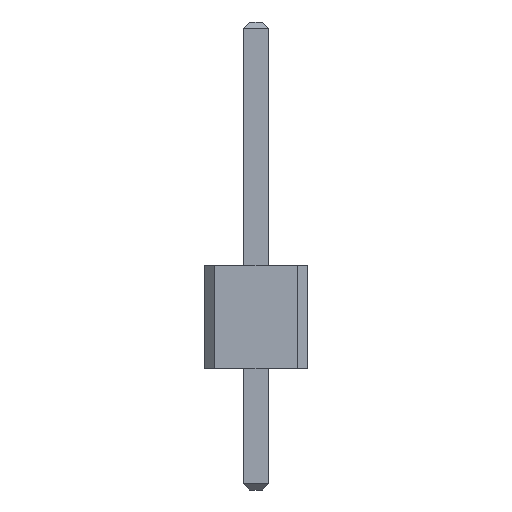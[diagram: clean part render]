
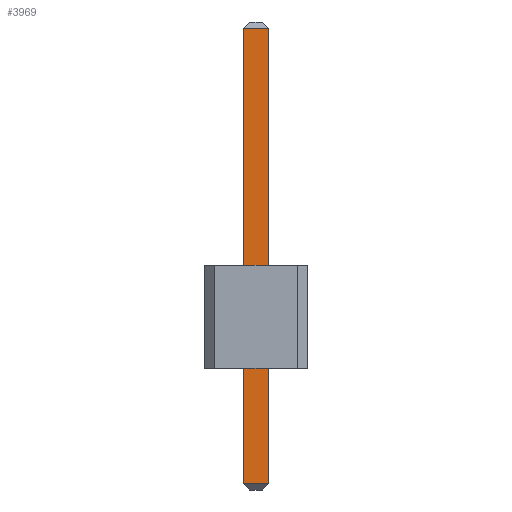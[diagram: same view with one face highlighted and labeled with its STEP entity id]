
A CAD part, front view. The second image highlights one B-rep face of the part: STEP entity #3969.
In plain terms, the highlighted planar face has unit normal (0, -1, 0).
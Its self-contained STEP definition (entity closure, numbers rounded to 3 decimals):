
#13=DIRECTION('',(0.,0.,1.));
#27=VECTOR('',#13,1.);
#67=DIRECTION('',(1.,0.,0.));
#1865=VECTOR('',#67,1.);
#1876=DIRECTION('',(0.,1.,0.));
#3946=EDGE_CURVE('',#3947,#3949,#3951,.T.);
#3947=VERTEX_POINT('',#3948);
#3948=CARTESIAN_POINT('',(-0.32,-79.06,-2.84));
#3949=VERTEX_POINT('',#3950);
#3950=CARTESIAN_POINT('',(-0.32,-79.06,8.38));
#3951=LINE('',#3952,#27);
#3952=CARTESIAN_POINT('',(-0.32,-79.06,-3.));
#3969=ADVANCED_FACE('',(#3970),#3987,.F.);
#3970=FACE_BOUND('',#3971,.F.);
#3971=EDGE_LOOP('',(#3972,#3980,#3983,#3984));
#3972=ORIENTED_EDGE('',*,*,#3973,.F.);
#3973=EDGE_CURVE('',#3974,#3976,#3978,.T.);
#3974=VERTEX_POINT('',#3975);
#3975=CARTESIAN_POINT('',(0.32,-79.06,-2.84));
#3976=VERTEX_POINT('',#3977);
#3977=CARTESIAN_POINT('',(0.32,-79.06,8.38));
#3978=LINE('',#3979,#27);
#3979=CARTESIAN_POINT('',(0.32,-79.06,-3.));
#3980=ORIENTED_EDGE('',*,*,#3981,.F.);
#3981=EDGE_CURVE('',#3947,#3974,#3982,.T.);
#3982=LINE('',#3948,#1865);
#3983=ORIENTED_EDGE('',*,*,#3946,.T.);
#3984=ORIENTED_EDGE('',*,*,#3985,.T.);
#3985=EDGE_CURVE('',#3949,#3976,#3986,.T.);
#3986=LINE('',#3950,#1865);
#3987=PLANE('',#3988);
#3988=AXIS2_PLACEMENT_3D('',#3952,#1876,#13);
